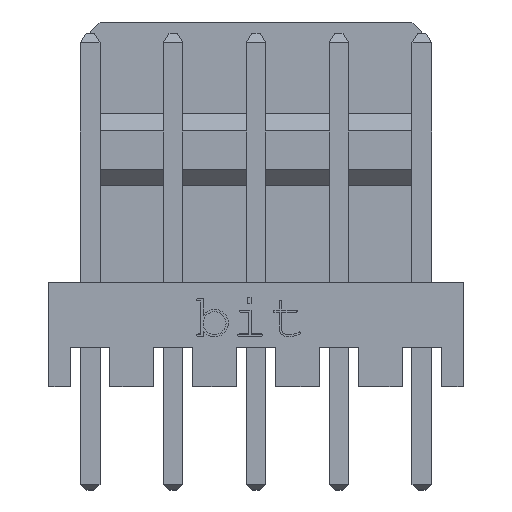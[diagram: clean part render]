
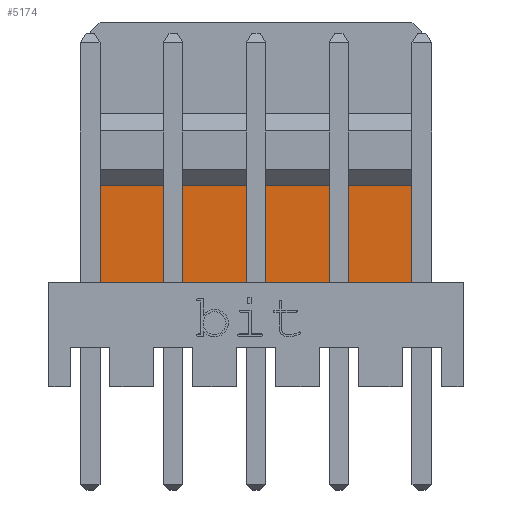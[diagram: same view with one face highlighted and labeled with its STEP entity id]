
A CAD part, top view. The second image highlights one B-rep face of the part: STEP entity #5174.
In plain terms, the highlighted planar face has unit normal (0, 0, 1).
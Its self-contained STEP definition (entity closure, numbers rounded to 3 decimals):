
#266 = CARTESIAN_POINT ( 'NONE',  ( -5.08, 6.155, -1.9 ) ) ;
#359 = VERTEX_POINT ( 'NONE', #3719 ) ;
#750 = FACE_OUTER_BOUND ( 'NONE', #1794, .T. ) ;
#885 = AXIS2_PLACEMENT_3D ( 'NONE', #1120, #1690, #2103 ) ;
#1061 = EDGE_CURVE ( 'NONE', #359, #2064, #3395, .T. ) ;
#1120 = CARTESIAN_POINT ( 'NONE',  ( -5.08, 11.17, -1.9 ) ) ;
#1140 = LINE ( 'NONE', #2830, #1951 ) ;
#1192 = DIRECTION ( 'NONE',  ( 1., 0., 0. ) ) ;
#1414 = VECTOR ( 'NONE', #1192, 1000. ) ;
#1640 = ORIENTED_EDGE ( 'NONE', *, *, #2678, .T. ) ;
#1651 = CARTESIAN_POINT ( 'NONE',  ( -5.08, 3.17, -1.9 ) ) ;
#1690 = DIRECTION ( 'NONE',  ( 0., 0., -1. ) ) ;
#1722 = DIRECTION ( 'NONE',  ( 0., -1., 0. ) ) ;
#1794 = EDGE_LOOP ( 'NONE', ( #3786, #1640, #2166, #4937 ) ) ;
#1949 = EDGE_CURVE ( 'NONE', #5360, #2064, #4429, .T. ) ;
#1951 = VECTOR ( 'NONE', #4933, 1000. ) ;
#2064 = VERTEX_POINT ( 'NONE', #4653 ) ;
#2103 = DIRECTION ( 'NONE',  ( -1., 0., 0. ) ) ;
#2166 = ORIENTED_EDGE ( 'NONE', *, *, #1949, .T. ) ;
#2276 = CARTESIAN_POINT ( 'NONE',  ( 5.08, 11.17, -1.9 ) ) ;
#2337 = VECTOR ( 'NONE', #1722, 1000. ) ;
#2678 = EDGE_CURVE ( 'NONE', #5428, #5360, #5437, .T. ) ;
#2830 = CARTESIAN_POINT ( 'NONE',  ( -5.08, 6.155, -1.9 ) ) ;
#3395 = LINE ( 'NONE', #2276, #2337 ) ;
#3405 = EDGE_CURVE ( 'NONE', #5428, #359, #1140, .T. ) ;
#3562 = VECTOR ( 'NONE', #4186, 1000. ) ;
#3719 = CARTESIAN_POINT ( 'NONE',  ( 5.08, 6.155, -1.9 ) ) ;
#3786 = ORIENTED_EDGE ( 'NONE', *, *, #3405, .F. ) ;
#4186 = DIRECTION ( 'NONE',  ( 0., -1., 0. ) ) ;
#4429 = LINE ( 'NONE', #4563, #1414 ) ;
#4563 = CARTESIAN_POINT ( 'NONE',  ( -5.08, 3.17, -1.9 ) ) ;
#4653 = CARTESIAN_POINT ( 'NONE',  ( 5.08, 3.17, -1.9 ) ) ;
#4876 = CARTESIAN_POINT ( 'NONE',  ( -5.08, 11.17, -1.9 ) ) ;
#4933 = DIRECTION ( 'NONE',  ( 1., 0., 0. ) ) ;
#4937 = ORIENTED_EDGE ( 'NONE', *, *, #1061, .F. ) ;
#5174 = ADVANCED_FACE ( 'NONE', ( #750 ), #5446, .F. ) ;
#5360 = VERTEX_POINT ( 'NONE', #1651 ) ;
#5428 = VERTEX_POINT ( 'NONE', #266 ) ;
#5437 = LINE ( 'NONE', #4876, #3562 ) ;
#5446 = PLANE ( 'NONE',  #885 ) ;
